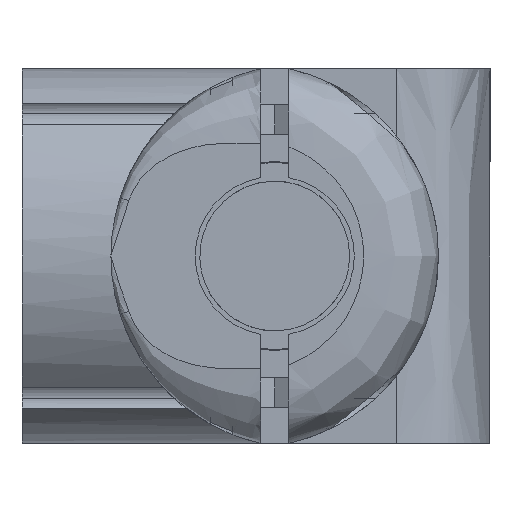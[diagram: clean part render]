
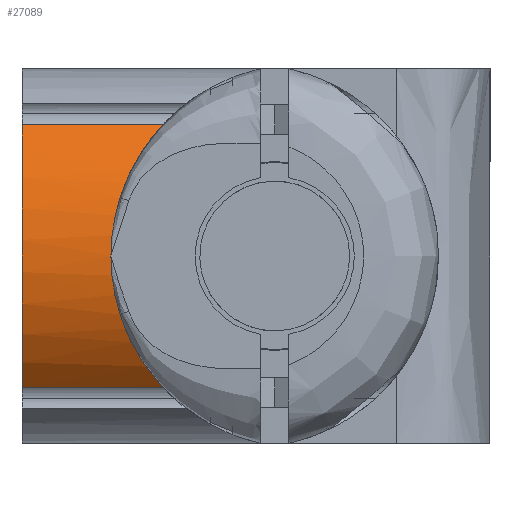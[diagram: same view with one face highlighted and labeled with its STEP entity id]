
A CAD part, left-side view. The second image highlights one B-rep face of the part: STEP entity #27089.
In plain terms, the highlighted cylindrical face has radius 20 mm (diameter 40 mm), a partial arc.
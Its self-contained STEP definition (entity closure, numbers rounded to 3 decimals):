
#184 = VERTEX_POINT ( 'NONE', #6163 ) ;
#1176 = CARTESIAN_POINT ( 'NONE',  ( -11.938, 14.04, -34.244 ) ) ;
#1647 = CARTESIAN_POINT ( 'NONE',  ( -15.97, 7.782, -38.428 ) ) ;
#2427 = LINE ( 'NONE', #21478, #47660 ) ;
#2544 = CARTESIAN_POINT ( 'NONE',  ( -15.969, -7.783, -38.428 ) ) ;
#3542 = CARTESIAN_POINT ( 'NONE',  ( -14.177, -11.215, -36.577 ) ) ;
#4163 = CARTESIAN_POINT ( 'NONE',  ( -27., -14.04, -34.244 ) ) ;
#5362 = CARTESIAN_POINT ( 'NONE',  ( -13.756, 11.834, -36.14 ) ) ;
#6163 = CARTESIAN_POINT ( 'NONE',  ( -11.938, -14.04, -34.244 ) ) ;
#6415 = CARTESIAN_POINT ( 'NONE',  ( -4.75, -14.04, -34.244 ) ) ;
#9125 = VERTEX_POINT ( 'NONE', #1176 ) ;
#9308 = CARTESIAN_POINT ( 'NONE',  ( -16.526, 6.245, -39. ) ) ;
#10915 = CARTESIAN_POINT ( 'NONE',  ( -13.752, -11.838, -36.137 ) ) ;
#11081 = CARTESIAN_POINT ( 'NONE',  ( -17.5, 0., -40. ) ) ;
#11171 = ORIENTED_EDGE ( 'NONE', *, *, #22237, .F. ) ;
#11324 = CARTESIAN_POINT ( 'NONE',  ( -17.5, -0.557, -40. ) ) ;
#12262 = DIRECTION ( 'NONE',  ( -1., 0., 0. ) ) ;
#12743 = CARTESIAN_POINT ( 'NONE',  ( -14.962, 9.91, -37.389 ) ) ;
#13894 = CARTESIAN_POINT ( 'NONE',  ( -12.871, -12.996, -35.22 ) ) ;
#14299 = VERTEX_POINT ( 'NONE', #4163 ) ;
#14594 = AXIS2_PLACEMENT_3D ( 'NONE', #48681, #36348, #17521 ) ;
#14845 = CARTESIAN_POINT ( 'NONE',  ( -27., 14.04, -34.244 ) ) ;
#15386 = CARTESIAN_POINT ( 'NONE',  ( -17.5, 0., -40. ) ) ;
#15638 = VERTEX_POINT ( 'NONE', #15386 ) ;
#16035 = CARTESIAN_POINT ( 'NONE',  ( -17.175, 4.214, -39.668 ) ) ;
#16450 = CARTESIAN_POINT ( 'NONE',  ( -1.498, 0., -20. ) ) ;
#16512 = ORIENTED_EDGE ( 'NONE', *, *, #18268, .F. ) ;
#17192 = ORIENTED_EDGE ( 'NONE', *, *, #27761, .T. ) ;
#17521 = DIRECTION ( 'NONE',  ( 0., 0., 1. ) ) ;
#17612 = CARTESIAN_POINT ( 'NONE',  ( -16.262, -7.027, -38.729 ) ) ;
#17834 = DIRECTION ( 'NONE',  ( 1., 0., 0. ) ) ;
#17867 = CARTESIAN_POINT ( 'NONE',  ( -12.412, -13.535, -34.741 ) ) ;
#18268 = EDGE_CURVE ( 'NONE', #14299, #184, #25296, .T. ) ;
#18353 = CARTESIAN_POINT ( 'NONE',  ( -15.322, -9.229, -37.761 ) ) ;
#18391 = B_SPLINE_CURVE_WITH_KNOTS ( 'NONE', 3,
 ( #19072, #16035, #35136, #34161 ),
 .UNSPECIFIED., .F., .F.,
 ( 4, 4 ),
 ( 0., 1. ),
 .UNSPECIFIED. ) ;
#18726 = EDGE_CURVE ( 'NONE', #9125, #47676, #43571, .T. ) ;
#18988 = EDGE_LOOP ( 'NONE', ( #37976, #29021, #17192, #42688, #38644, #16512, #11171 ) ) ;
#19072 = CARTESIAN_POINT ( 'NONE',  ( -16.526, 6.245, -39. ) ) ;
#19258 = B_SPLINE_CURVE_WITH_KNOTS ( 'NONE', 3,
 ( #37175, #17867, #13894, #10915, #3542, #33713, #18353, #32999, #2544, #17612, #48015, #25333 ),
 .UNSPECIFIED., .F., .F.,
 ( 4, 2, 2, 2, 2, 4 ),
 ( 0.127, 0.129, 0.132, 0.135, 0.136, 0.137 ),
 .UNSPECIFIED. ) ;
#21478 = CARTESIAN_POINT ( 'NONE',  ( -4.75, 14.04, -34.244 ) ) ;
#21730 = CARTESIAN_POINT ( 'NONE',  ( -16.526, -6.245, -39. ) ) ;
#22237 = EDGE_CURVE ( 'NONE', #30835, #14299, #31234, .T. ) ;
#23289 = CARTESIAN_POINT ( 'NONE',  ( -17.454, -1.671, -39.953 ) ) ;
#23724 = DIRECTION ( 'NONE',  ( 0., 0., 1. ) ) ;
#23737 = CARTESIAN_POINT ( 'NONE',  ( -12.873, 12.993, -35.222 ) ) ;
#23887 = CARTESIAN_POINT ( 'NONE',  ( -16.526, 6.245, -39. ) ) ;
#24006 = CARTESIAN_POINT ( 'NONE',  ( -11.938, 14.04, -34.244 ) ) ;
#25296 = LINE ( 'NONE', #6415, #43834 ) ;
#25333 = CARTESIAN_POINT ( 'NONE',  ( -16.526, -6.245, -39. ) ) ;
#27089 = ADVANCED_FACE ( 'NONE', ( #34598 ), #31145, .T. ) ;
#27761 = EDGE_CURVE ( 'NONE', #47676, #15638, #18391, .T. ) ;
#29021 = ORIENTED_EDGE ( 'NONE', *, *, #18726, .T. ) ;
#30451 = CARTESIAN_POINT ( 'NONE',  ( -17.254, -3.297, -39.748 ) ) ;
#30835 = VERTEX_POINT ( 'NONE', #14845 ) ;
#31145 = CYLINDRICAL_SURFACE ( 'NONE', #45226, 20. ) ;
#31234 = CIRCLE ( 'NONE', #14594, 20. ) ;
#32129 = CARTESIAN_POINT ( 'NONE',  ( -15.323, 9.227, -37.762 ) ) ;
#32639 = DIRECTION ( 'NONE',  ( -1., 0., 0. ) ) ;
#32999 = CARTESIAN_POINT ( 'NONE',  ( -15.814, -8.151, -38.268 ) ) ;
#33713 = CARTESIAN_POINT ( 'NONE',  ( -14.96, -9.913, -37.388 ) ) ;
#34161 = CARTESIAN_POINT ( 'NONE',  ( -17.5, 0., -40. ) ) ;
#34396 = CARTESIAN_POINT ( 'NONE',  ( -16.941, -4.836, -39.427 ) ) ;
#34591 = VERTEX_POINT ( 'NONE', #21730 ) ;
#34598 = FACE_OUTER_BOUND ( 'NONE', #18988, .T. ) ;
#35136 = CARTESIAN_POINT ( 'NONE',  ( -17.5, 2.096, -40. ) ) ;
#35559 = CARTESIAN_POINT ( 'NONE',  ( -15.814, 8.15, -38.268 ) ) ;
#36136 = EDGE_CURVE ( 'NONE', #184, #34591, #19258, .T. ) ;
#36348 = DIRECTION ( 'NONE',  ( -1., 0., 0. ) ) ;
#37175 = CARTESIAN_POINT ( 'NONE',  ( -11.938, -14.04, -34.244 ) ) ;
#37337 = CARTESIAN_POINT ( 'NONE',  ( -16.672, -5.788, -39.15 ) ) ;
#37976 = ORIENTED_EDGE ( 'NONE', *, *, #42736, .F. ) ;
#38297 = B_SPLINE_CURVE_WITH_KNOTS ( 'NONE', 3,
 ( #41990, #37337, #34396, #30451, #23289, #11324, #11081 ),
 .UNSPECIFIED., .F., .F.,
 ( 4, 1, 1, 1, 4 ),
 ( 0., 0.25, 0.5, 0.75, 1. ),
 .UNSPECIFIED. ) ;
#38644 = ORIENTED_EDGE ( 'NONE', *, *, #36136, .F. ) ;
#38785 = CARTESIAN_POINT ( 'NONE',  ( -16.4, 6.638, -38.871 ) ) ;
#41990 = CARTESIAN_POINT ( 'NONE',  ( -16.526, -6.245, -39. ) ) ;
#42688 = ORIENTED_EDGE ( 'NONE', *, *, #45635, .F. ) ;
#42736 = EDGE_CURVE ( 'NONE', #9125, #30835, #2427, .T. ) ;
#43201 = CARTESIAN_POINT ( 'NONE',  ( -14.179, 11.212, -36.58 ) ) ;
#43571 = B_SPLINE_CURVE_WITH_KNOTS ( 'NONE', 3,
 ( #24006, #46661, #23737, #5362, #43201, #12743, #32129, #35559, #1647, #46895, #38785, #9308 ),
 .UNSPECIFIED., .F., .F.,
 ( 4, 2, 2, 2, 2, 4 ),
 ( 0.055, 0.058, 0.06, 0.063, 0.064, 0.065 ),
 .UNSPECIFIED. ) ;
#43834 = VECTOR ( 'NONE', #17834, 1000. ) ;
#45226 = AXIS2_PLACEMENT_3D ( 'NONE', #16450, #12262, #23724 ) ;
#45635 = EDGE_CURVE ( 'NONE', #34591, #15638, #38297, .T. ) ;
#46661 = CARTESIAN_POINT ( 'NONE',  ( -12.413, 13.534, -34.742 ) ) ;
#46895 = CARTESIAN_POINT ( 'NONE',  ( -16.262, 7.027, -38.729 ) ) ;
#47660 = VECTOR ( 'NONE', #32639, 1000. ) ;
#47676 = VERTEX_POINT ( 'NONE', #23887 ) ;
#48015 = CARTESIAN_POINT ( 'NONE',  ( -16.4, -6.638, -38.871 ) ) ;
#48681 = CARTESIAN_POINT ( 'NONE',  ( -27., 0., -20. ) ) ;
